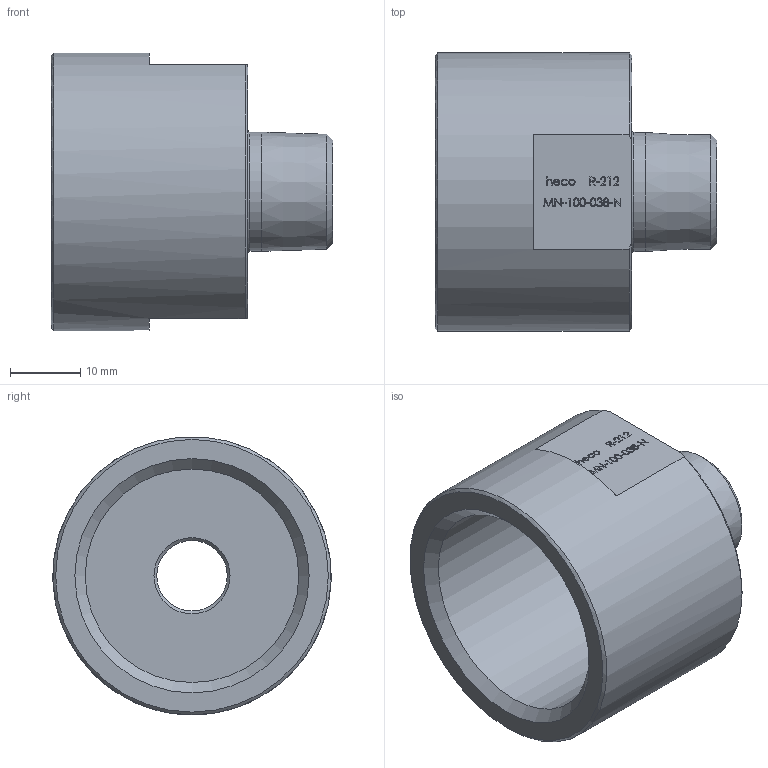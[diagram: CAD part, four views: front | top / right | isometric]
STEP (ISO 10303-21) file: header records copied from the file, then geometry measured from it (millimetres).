
FILE_DESCRIPTION (( 'STEP AP214' ), '1' );
FILE_NAME ('MN-100-038-N R-212 Reduzierstück 2011.STEP', '2020-11-11T10:22:57', ( '' ), ( '' ), 'SwSTEP 2.0', 'SolidWorks 2019', '' );
FILE_SCHEMA (( 'AUTOMOTIVE_DESIGN' ));
Length unit declared in the file: millimetre
Products named in the file (1): MN-100-038-N R-212 Reduzierstück 2011
Bounding box: 40 x 39.5 x 39.43 mm (x, y, z)
Volume: 17933.6 mm3; surface area: 8937.9 mm2
Topology: 1 solids, 1 shells, 260 faces, 675 edges, 448 vertices
Faces by surface type: plane 137, bspline 110, cone 8, cylinder 4, torus 1
Full cylindrical faces by diameter (mm): 10 x1, 16.893 x1, 30.291 x1, 39.5 x1
Entity records: 16825 total; most frequent: CARTESIAN_POINT 8675, ORIENTED_EDGE 1324, DIRECTION 760, EDGE_CURVE 662, VERTEX_POINT 446, VECTOR 418, LINE 418, EDGE_LOOP 304
